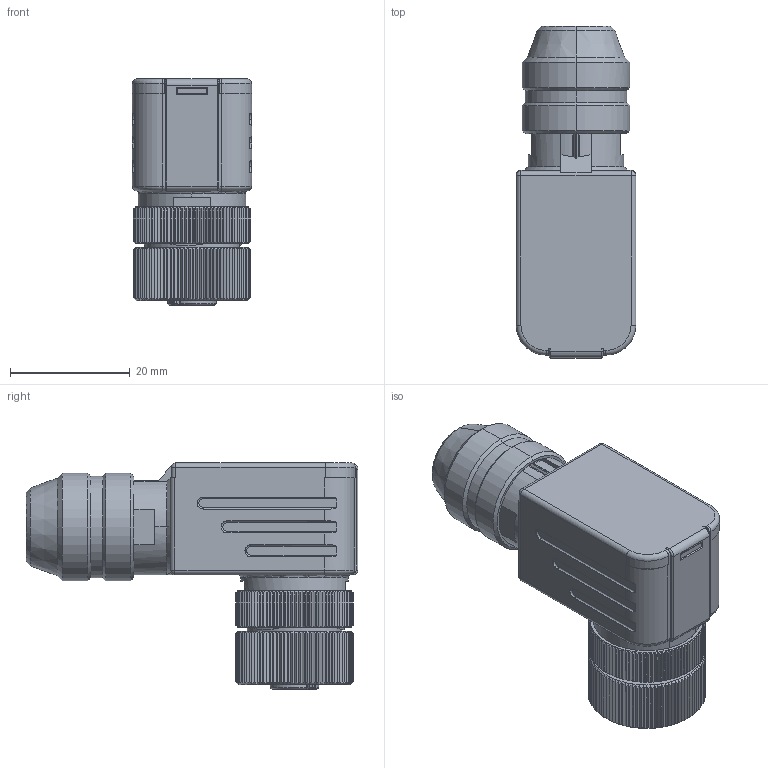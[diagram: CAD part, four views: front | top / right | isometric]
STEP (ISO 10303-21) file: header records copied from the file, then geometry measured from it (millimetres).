
FILE_DESCRIPTION(('CATIA V5 STEP Exchange','CAx-IF Rec.Pracs.--- Model Styling and Organization---1.4--- 2014-01-23'),'2;1');
FILE_NAME ('011814-2_0', '2022-04-11T08:58:33+00:00', ('none'), ('Weidmueller'), 'CATIA Version 5-6 Release 2016 SP3 HF44', 'CATIA V5 STEP AP214', 'none');
FILE_SCHEMA(('AUTOMOTIVE_DESIGN { 1 0 10303 214 1 1 1 1 }'));
Length unit declared in the file: millimetre
Products named in the file (1): 1344740000
Bounding box: 20 x 55.5 x 37.8 mm (x, y, z)
Volume: 21650 mm3; surface area: 7637.3 mm2
Topology: 2 solids, 4 shells, 1041 faces, 2607 edges, 1581 vertices
Faces by surface type: plane 508, cone 242, cylinder 232, torus 34, bspline 11, sphere 8, extrusion 6
Entity records: 31847 total; most frequent: CARTESIAN_POINT 9379, ORIENTED_EDGE 5198, DIRECTION 3641, EDGE_CURVE 2599, AXIS2_PLACEMENT_3D 1693, VERTEX_POINT 1581, EDGE_LOOP 1058, ADVANCED_FACE 1041
